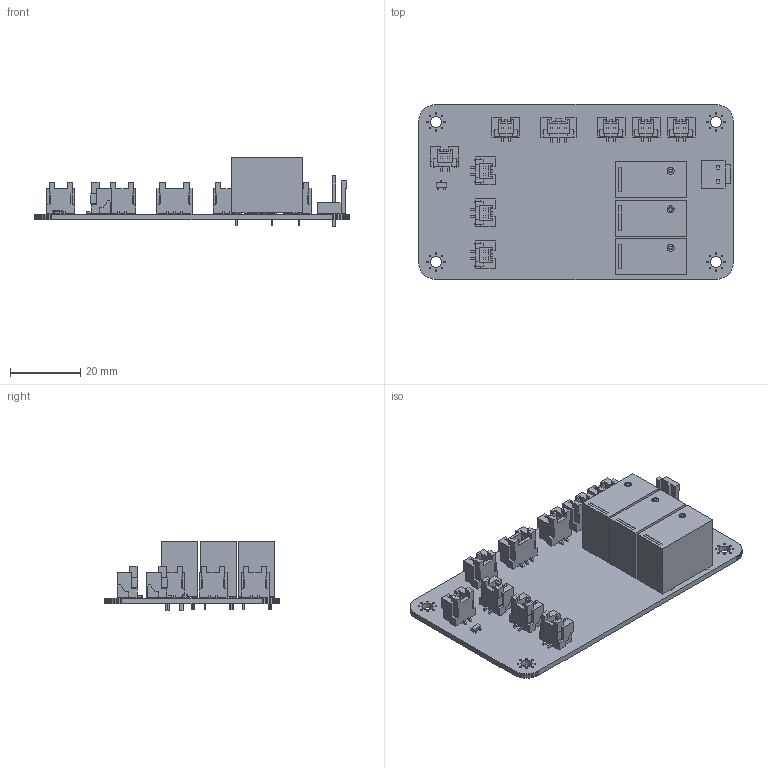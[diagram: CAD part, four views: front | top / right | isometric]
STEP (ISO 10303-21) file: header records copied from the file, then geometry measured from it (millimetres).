
FILE_DESCRIPTION(('KiCad electronic assembly'),'2;1');
FILE_NAME('Latch-Circuit.step','2024-07-30T22:08:47',('Pcbnew'),('Kicad' ),'Open CASCADE STEP processor 7.7','KiCad to STEP converter', 'Unknown');
FILE_SCHEMA(('AUTOMOTIVE_DESIGN { 1 0 10303 214 1 1 1 1 }'));
Length unit declared in the file: millimetre
Products named in the file (12): Latch-Circuit 1; G5Q_1A4; DMP3098LQ-7; APX803-23SAG-7; BM02B-PASS-1-TF; 20200702ù³{XÊuSTEPf[^_BM02B-PASS-1; B2P-VH; BM03B-PASS-1-TF; Latch-Circuit PCB
Assembly tree (20 placements, depth 3):
  Latch-Circuit 1
    G5Q_1A4  x3
      G5Q_1A4
    DMP3098LQ-7
      APX803-23SAG-7
    BM02B-PASS-1-TF  x8
      20200702ù³{XÊuSTEPf[^_BM02B-PASS-1
    B2P-VH
      B2P-VH
    BM03B-PASS-1-TF
      BM03B-PASS-1-TF
    Latch-Circuit PCB
Bounding box: 90 x 50 x 19.9 mm (x, y, z)
Volume: 19442.5 mm3; surface area: 18209.8 mm2
Topology: 18 solids, 18 shells, 1500 faces, 4119 edges, 2726 vertices
Faces by surface type: plane 1381, cylinder 119
Full cylindrical faces by diameter (mm): 0.5 x32, 0.8 x9, 1.3 x12, 1.65 x2, 3.2 x4
Entity records: 47919 total; most frequent: CARTESIAN_POINT 8977, DIRECTION 6817, LINE 5041, VECTOR 5041, ORIENTED_EDGE 3846, PCURVE 3846, DEFINITIONAL_REPRESENTATION 3846, EDGE_CURVE 1923
